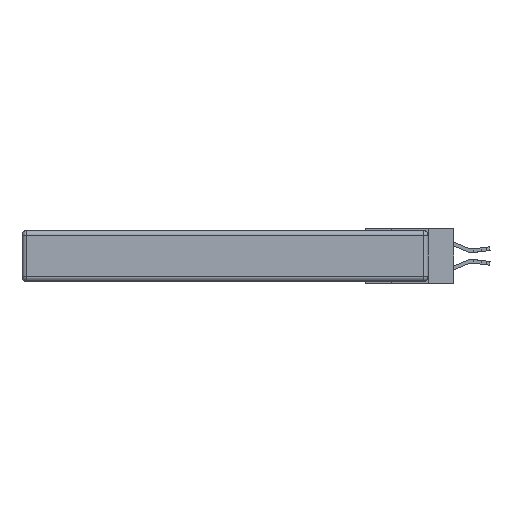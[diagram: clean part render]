
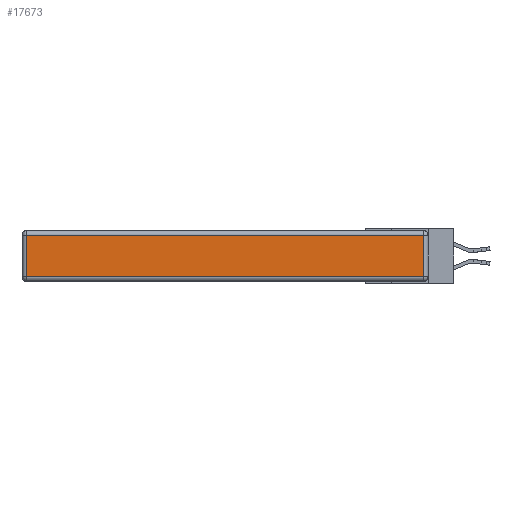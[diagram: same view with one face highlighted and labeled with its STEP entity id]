
A CAD part, left-side view. The second image highlights one B-rep face of the part: STEP entity #17673.
In plain terms, the highlighted planar face has unit normal (-1, 0, 0).
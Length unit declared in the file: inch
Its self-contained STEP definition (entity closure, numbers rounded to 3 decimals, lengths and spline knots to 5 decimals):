
#451 = LINE ( 'NONE', #13928, #1109 ) ;
#1066 = CARTESIAN_POINT ( 'NONE',  ( 0., 2.72, -0.343 ) ) ;
#1109 = VECTOR ( 'NONE', #5676, 39.37008 ) ;
#1658 = DIRECTION ( 'NONE',  ( 0., 1., 0. ) ) ;
#1726 = EDGE_CURVE ( 'NONE', #13183, #9197, #13037, .T. ) ;
#1982 = EDGE_CURVE ( 'NONE', #6682, #13183, #7197, .T. ) ;
#4330 = CARTESIAN_POINT ( 'NONE',  ( 0., 0.03, -0.03 ) ) ;
#5150 = AXIS2_PLACEMENT_3D ( 'NONE', #10927, #13698, #16767 ) ;
#5676 = DIRECTION ( 'NONE',  ( 0., 0., 1. ) ) ;
#6081 = VECTOR ( 'NONE', #1658, 39.37008 ) ;
#6682 = VERTEX_POINT ( 'NONE', #11626 ) ;
#7081 = CARTESIAN_POINT ( 'NONE',  ( 0., 0.03, -0.313 ) ) ;
#7197 = LINE ( 'NONE', #1066, #15131 ) ;
#7780 = EDGE_CURVE ( 'NONE', #7803, #6682, #15096, .T. ) ;
#7803 = VERTEX_POINT ( 'NONE', #4330 ) ;
#8312 = FACE_OUTER_BOUND ( 'NONE', #9844, .T. ) ;
#9197 = VERTEX_POINT ( 'NONE', #7081 ) ;
#9620 = ORIENTED_EDGE ( 'NONE', *, *, #9916, .T. ) ;
#9844 = EDGE_LOOP ( 'NONE', ( #12615, #9620, #13259, #10537 ) ) ;
#9916 = EDGE_CURVE ( 'NONE', #9197, #7803, #451, .T. ) ;
#10537 = ORIENTED_EDGE ( 'NONE', *, *, #1982, .T. ) ;
#10927 = CARTESIAN_POINT ( 'NONE',  ( 0., 0., -0.343 ) ) ;
#11029 = CARTESIAN_POINT ( 'NONE',  ( 0., 2.75, -0.03 ) ) ;
#11626 = CARTESIAN_POINT ( 'NONE',  ( 0., 2.72, -0.03 ) ) ;
#12389 = VECTOR ( 'NONE', #13157, 39.37008 ) ;
#12511 = DIRECTION ( 'NONE',  ( 0., 0., -1. ) ) ;
#12615 = ORIENTED_EDGE ( 'NONE', *, *, #1726, .T. ) ;
#13037 = LINE ( 'NONE', #13043, #12389 ) ;
#13043 = CARTESIAN_POINT ( 'NONE',  ( 0., 0., -0.313 ) ) ;
#13157 = DIRECTION ( 'NONE',  ( 0., -1., 0. ) ) ;
#13183 = VERTEX_POINT ( 'NONE', #14079 ) ;
#13259 = ORIENTED_EDGE ( 'NONE', *, *, #7780, .T. ) ;
#13575 = PLANE ( 'NONE',  #5150 ) ;
#13698 = DIRECTION ( 'NONE',  ( -1., 0., 0. ) ) ;
#13928 = CARTESIAN_POINT ( 'NONE',  ( 0., 0.03, -0.343 ) ) ;
#14079 = CARTESIAN_POINT ( 'NONE',  ( 0., 2.72, -0.313 ) ) ;
#15096 = LINE ( 'NONE', #11029, #6081 ) ;
#15131 = VECTOR ( 'NONE', #12511, 39.37008 ) ;
#16767 = DIRECTION ( 'NONE',  ( 0., 0., 1. ) ) ;
#17673 = ADVANCED_FACE ( 'NONE', ( #8312 ), #13575, .T. ) ;
